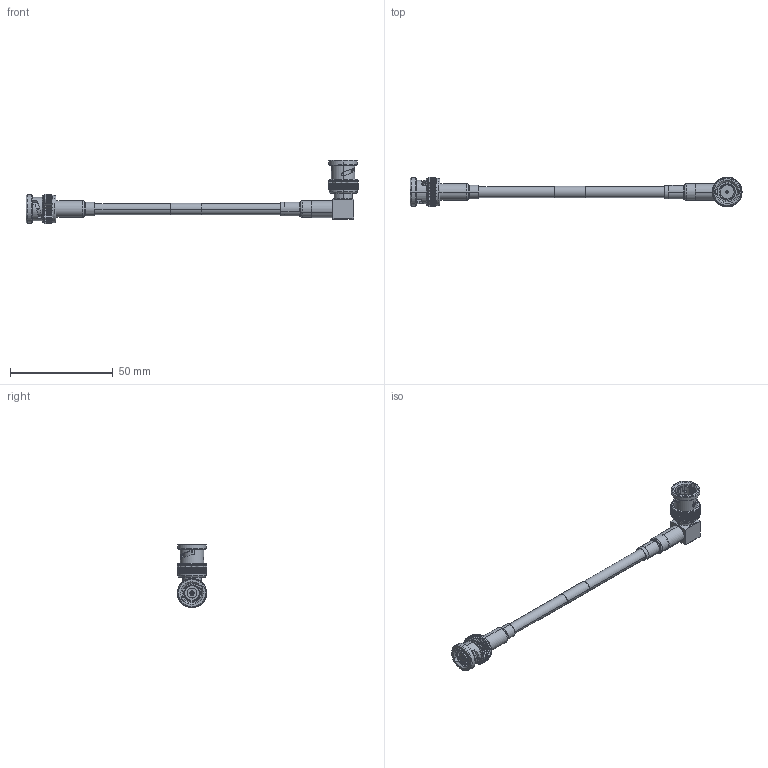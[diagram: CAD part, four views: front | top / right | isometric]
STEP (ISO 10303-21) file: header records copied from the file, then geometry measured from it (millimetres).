
FILE_DESCRIPTION (( 'STEP AP203' ), '1' );
FILE_NAME ('FMCA2673.STEP', '2022-03-09T15:59:26', ( '' ), ( '' ), 'SwSTEP 2.0', 'SolidWorks 2021', '' );
FILE_SCHEMA (( 'CONFIG_CONTROL_DESIGN' ));
Length unit declared in the file: millimetre
Products named in the file (6): FMCA2673; RG223_with label; CA-240-MA1_1" Long; FMCN1372; CA-240-MA1_.75" Long; FMCN1567
Assembly tree (5 placements, depth 2):
  FMCA2673
    RG223_with label
    FMCN1567
    FMCN1372
    CA-240-MA1_1" Long
    CA-240-MA1_.75" Long
Bounding box: 161.93 x 14.5 x 31.12 mm (x, y, z)
Volume: 8146 mm3; surface area: 10962.2 mm2
Topology: 7 solids, 7 shells, 895 faces, 2257 edges, 1397 vertices
Faces by surface type: plane 377, cylinder 292, cone 181, torus 23, bspline 22
Entity records: 29768 total; most frequent: CARTESIAN_POINT 8015, ORIENTED_EDGE 4514, DIRECTION 4363, EDGE_CURVE 2257, AXIS2_PLACEMENT_3D 1661, VERTEX_POINT 1397, VECTOR 1041, LINE 1041
